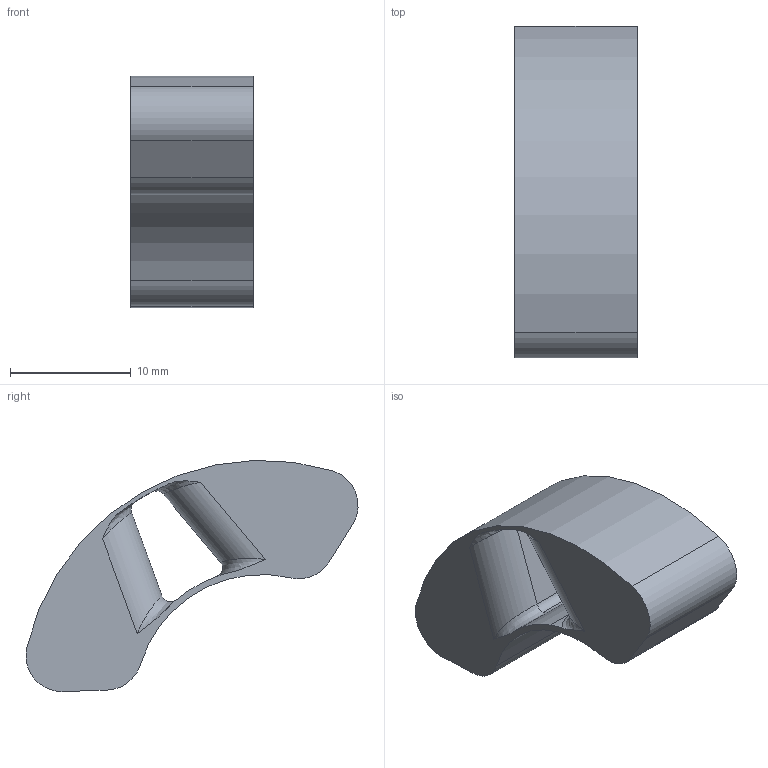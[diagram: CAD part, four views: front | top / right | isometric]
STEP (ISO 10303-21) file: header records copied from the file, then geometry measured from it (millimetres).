
FILE_DESCRIPTION (( 'STEP AP214' ), '1' );
FILE_NAME ('Cush_V3-TPU.STEP', '2024-05-10T03:16:12', ( '' ), ( '' ), 'SwSTEP 2.0', 'SolidWorks 2022', '' );
FILE_SCHEMA (( 'AUTOMOTIVE_DESIGN' ));
Length unit declared in the file: millimetre
Products named in the file (1): Cush_V3-TPU
Bounding box: 10.15 x 27.53 x 19.17 mm (x, y, z)
Volume: 2412.5 mm3; surface area: 1476.6 mm2
Topology: 1 solids, 1 shells, 31 faces, 79 edges, 50 vertices
Faces by surface type: cylinder 21, plane 6, bspline 4
Entity records: 1275 total; most frequent: CARTESIAN_POINT 495, ORIENTED_EDGE 158, DIRECTION 157, EDGE_CURVE 79, AXIS2_PLACEMENT_3D 62, VERTEX_POINT 50, CIRCLE 34, LINE 33
